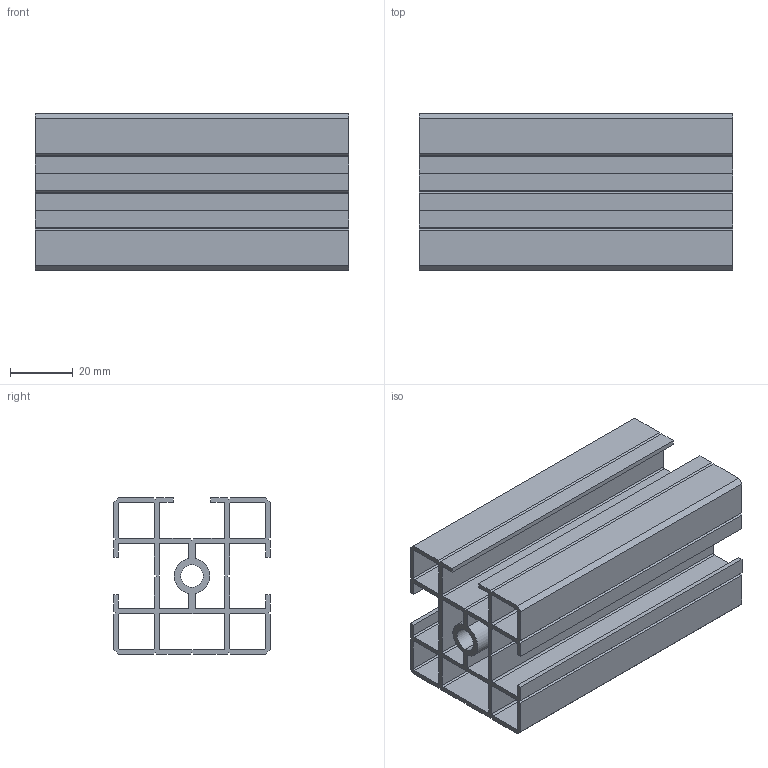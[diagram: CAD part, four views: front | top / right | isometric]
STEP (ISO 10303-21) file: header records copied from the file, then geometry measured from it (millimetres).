
FILE_DESCRIPTION (( 'STEP AP214' ), '1' );
FILE_NAME ('084.112.002.STEP', '2020-07-23T08:23:24', ( '' ), ( '' ), 'SwSTEP 2.0', 'SolidWorks 2018', '' );
FILE_SCHEMA (( 'AUTOMOTIVE_DESIGN' ));
Length unit declared in the file: millimetre
Products named in the file (1): 084.112.002
Bounding box: 100 x 50 x 50 mm (x, y, z)
Volume: 58238.4 mm3; surface area: 74054.7 mm2
Topology: 1 solids, 1 shells, 140 faces, 414 edges, 276 vertices
Faces by surface type: plane 100, cylinder 40
Entity records: 4724 total; most frequent: CARTESIAN_POINT 831, ORIENTED_EDGE 828, DIRECTION 776, EDGE_CURVE 414, LINE 334, VECTOR 334, VERTEX_POINT 276, AXIS2_PLACEMENT_3D 221
